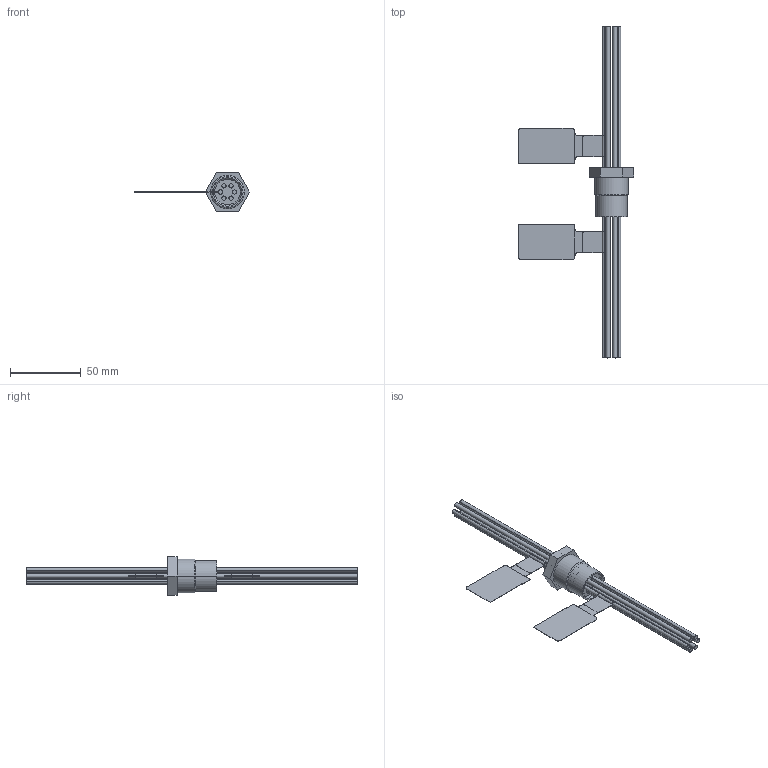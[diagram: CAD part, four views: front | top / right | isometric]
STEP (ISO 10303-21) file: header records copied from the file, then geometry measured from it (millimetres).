
FILE_DESCRIPTION (( 'STEP AP203' ), '1' );
FILE_NAME ('8174_102-0613-11.STEP', '2014-02-15T13:20:11', ( 'Admin' ), ( 'R. STAHL AG' ), 'SwSTEP 2.0', 'SolidWorks 2013', '' );
FILE_SCHEMA (( 'CONFIG_CONTROL_DESIGN' ));
Length unit declared in the file: millimetre
Products named in the file (11): 81_740_06_01_0_AA-Leitung; 81_749_03_37_0_81 749 04 37 0; 81_749_98_85_0_eingebaut; 81_740_05_01_0_AA-Giessharz; 8174_102-0613-11; 81_749_67_95_0_81_749_67_95_0
Assembly tree (11 placements, depth 2):
  8174_102-0613-11
    81_749_03_37_0_81 749 04 37 0
    81_749_67_95_0_81_749_67_95_0
    81_740_06_01_0_AA-Leitung
    81_740_06_01_0_AA-Leitung
    81_740_06_01_0_AA-Leitung
    81_740_06_01_0_AA-Leitung
    81_740_05_01_0_AA-Giessharz
    81_749_98_85_0_eingebaut  x2
    81_740_06_01_0_AA-Leitung
    81_740_06_01_0_AA-Leitung
Bounding box: 81.44 x 235 x 27 mm (x, y, z)
Volume: 24366.2 mm3; surface area: 30914.1 mm2
Topology: 11 solids, 11 shells, 188 faces, 434 edges, 286 vertices
Faces by surface type: cylinder 118, plane 62, cone 8
Entity records: 5754 total; most frequent: DIRECTION 901, CARTESIAN_POINT 758, ORIENTED_EDGE 706, AXIS2_PLACEMENT_3D 375, EDGE_CURVE 353, VERTEX_POINT 232, EDGE_LOOP 205, CIRCLE 202
